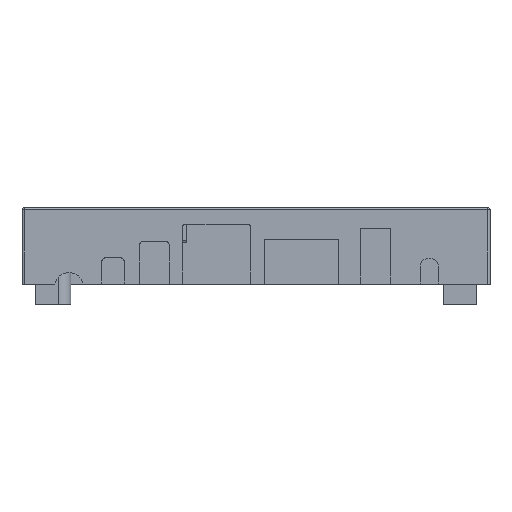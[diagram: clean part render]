
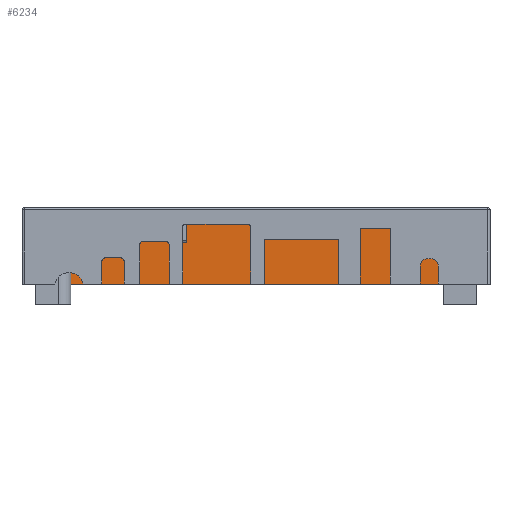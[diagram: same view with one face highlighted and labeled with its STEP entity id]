
A CAD part, front view. The second image highlights one B-rep face of the part: STEP entity #6234.
In plain terms, the highlighted planar face has unit normal (0, -1, 0).
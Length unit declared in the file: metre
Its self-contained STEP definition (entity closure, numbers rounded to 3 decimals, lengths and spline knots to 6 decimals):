
#712=ORIENTED_EDGE('',*,*,#2557,.F.);
#713=ORIENTED_EDGE('',*,*,#2558,.F.);
#714=ORIENTED_EDGE('',*,*,#2559,.T.);
#715=ORIENTED_EDGE('',*,*,#2258,.F.);
#2258=EDGE_CURVE('',#3184,#3185,#3796,.T.);
#2557=EDGE_CURVE('',#3475,#3184,#3986,.T.);
#2558=EDGE_CURVE('',#3476,#3475,#3987,.T.);
#2559=EDGE_CURVE('',#3476,#3185,#3988,.T.);
#3184=VERTEX_POINT('',#9064);
#3185=VERTEX_POINT('',#9066);
#3475=VERTEX_POINT('',#9662);
#3476=VERTEX_POINT('',#9664);
#3796=LINE('',#9065,#4569);
#3986=LINE('',#9661,#4759);
#3987=LINE('',#9663,#4760);
#3988=LINE('',#9665,#4761);
#4569=VECTOR('',#7194,1.);
#4759=VECTOR('',#7616,1.);
#4760=VECTOR('',#7617,1.);
#4761=VECTOR('',#7618,1.);
#5264=EDGE_LOOP('',(#712,#713,#714,#715));
#5665=FACE_BOUND('',#5264,.T.);
#5993=PLANE('',#6675);
#6234=ADVANCED_FACE('',(#5665),#5993,.F.);
#6675=AXIS2_PLACEMENT_3D('',#9660,#7614,#7615);
#7194=DIRECTION('',(1.,0.,0.));
#7614=DIRECTION('',(0.,1.,0.));
#7615=DIRECTION('',(0.,0.,1.));
#7616=DIRECTION('',(0.,0.,1.));
#7617=DIRECTION('',(-1.,0.,0.));
#7618=DIRECTION('',(0.,0.,1.));
#9064=CARTESIAN_POINT('',(0.008,0.0755,0.03048));
#9065=CARTESIAN_POINT('',(0.004,0.0755,0.03048));
#9066=CARTESIAN_POINT('',(0.093,0.0755,0.03048));
#9660=CARTESIAN_POINT('',(0.004,0.0755,0.03048));
#9661=CARTESIAN_POINT('',(0.008,0.0755,0.010617));
#9662=CARTESIAN_POINT('',(0.008,0.0755,0.01524));
#9663=CARTESIAN_POINT('',(0.004,0.0755,0.01524));
#9664=CARTESIAN_POINT('',(0.093,0.0755,0.01524));
#9665=CARTESIAN_POINT('',(0.093,0.0755,0.010617));
